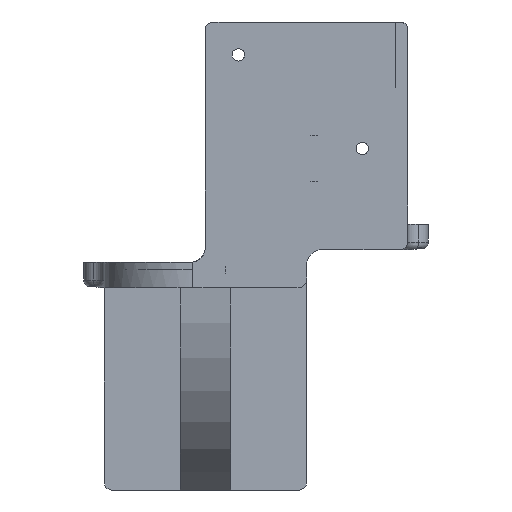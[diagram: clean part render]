
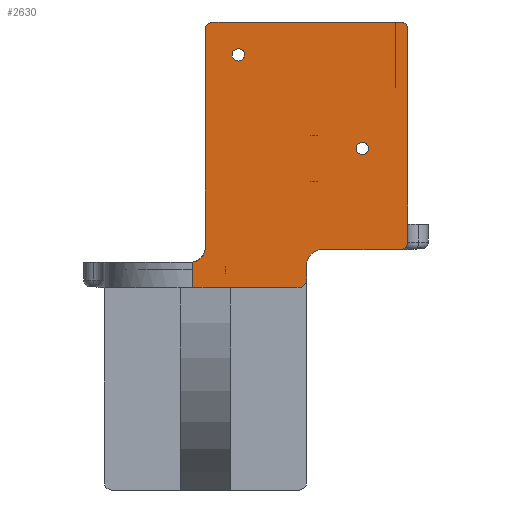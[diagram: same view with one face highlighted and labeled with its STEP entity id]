
A CAD part, front view. The second image highlights one B-rep face of the part: STEP entity #2630.
In plain terms, the highlighted planar face has unit normal (0, -1, 0).
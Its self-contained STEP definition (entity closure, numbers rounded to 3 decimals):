
#2=DIRECTION('',(0.,0.,-1.));
#3=VECTOR('',#2,10.084);
#4=CARTESIAN_POINT('',(-45.,0.,-49.916));
#5=LINE('',#4,#3);
#6=CARTESIAN_POINT('',(-37.,0.,42.));
#7=DIRECTION('',(0.,-1.,0.));
#8=DIRECTION('',(0.,0.,1.));
#9=AXIS2_PLACEMENT_3D('',#6,#7,#8);
#11=DIRECTION('',(1.,0.,0.));
#12=VECTOR('',#11,74.);
#13=CARTESIAN_POINT('',(-37.,0.,45.));
#14=LINE('',#13,#12);
#15=CARTESIAN_POINT('',(37.,0.,42.));
#16=DIRECTION('',(0.,-1.,0.));
#17=DIRECTION('',(1.,0.,0.));
#18=AXIS2_PLACEMENT_3D('',#15,#16,#17);
#20=DIRECTION('',(0.,0.,-1.));
#21=VECTOR('',#20,84.);
#22=CARTESIAN_POINT('',(40.,0.,42.));
#23=LINE('',#22,#21);
#24=CARTESIAN_POINT('',(37.,0.,-42.));
#25=DIRECTION('',(0.,-1.,0.));
#26=DIRECTION('',(0.,0.,-1.));
#27=AXIS2_PLACEMENT_3D('',#24,#25,#26);
#29=DIRECTION('',(-1.,0.,0.));
#30=VECTOR('',#29,31.);
#31=CARTESIAN_POINT('',(37.,0.,-45.));
#32=LINE('',#31,#30);
#33=DIRECTION('',(0.,0.,-1.));
#34=VECTOR('',#33,6.);
#35=CARTESIAN_POINT('',(0.,0.,-51.));
#36=LINE('',#35,#34);
#37=CARTESIAN_POINT('',(-3.,0.,-57.));
#38=DIRECTION('',(0.,-1.,0.));
#39=DIRECTION('',(0.,0.,-1.));
#40=AXIS2_PLACEMENT_3D('',#37,#38,#39);
#42=DIRECTION('',(-1.,0.,0.));
#43=VECTOR('',#42,27.);
#44=CARTESIAN_POINT('',(-3.,0.,-60.));
#45=LINE('',#44,#43);
#46=DIRECTION('',(1.,0.,0.));
#47=VECTOR('',#46,15.);
#48=CARTESIAN_POINT('',(-45.,0.,-60.));
#49=LINE('',#48,#47);
#50=CARTESIAN_POINT('',(-27.,0.,32.));
#51=DIRECTION('',(0.,1.,0.));
#52=DIRECTION('',(1.,0.,0.));
#53=AXIS2_PLACEMENT_3D('',#50,#51,#52);
#55=CARTESIAN_POINT('',(-27.,0.,32.));
#56=DIRECTION('',(0.,1.,0.));
#57=DIRECTION('',(-1.,0.,0.));
#58=AXIS2_PLACEMENT_3D('',#55,#56,#57);
#60=CARTESIAN_POINT('',(22.,0.,-5.));
#61=DIRECTION('',(0.,1.,0.));
#62=DIRECTION('',(1.,0.,0.));
#63=AXIS2_PLACEMENT_3D('',#60,#61,#62);
#65=CARTESIAN_POINT('',(22.,0.,-5.));
#66=DIRECTION('',(0.,1.,0.));
#67=DIRECTION('',(-1.,0.,0.));
#68=AXIS2_PLACEMENT_3D('',#65,#66,#67);
#1014=DIRECTION('',(0.,0.,-1.));
#1015=VECTOR('',#1014,86.);
#1016=CARTESIAN_POINT('',(-40.,0.,42.));
#1017=LINE('',#1016,#1015);
#1761=CARTESIAN_POINT('',(-46.,0.,-44.));
#1762=DIRECTION('',(0.,1.,0.));
#1763=DIRECTION('',(1.,0.,0.));
#1764=AXIS2_PLACEMENT_3D('',#1761,#1762,#1763);
#1945=CARTESIAN_POINT('',(6.,0.,-51.));
#1946=DIRECTION('',(0.,1.,0.));
#1947=DIRECTION('',(-1.,0.,0.));
#1948=AXIS2_PLACEMENT_3D('',#1945,#1946,#1947);
#2229=CARTESIAN_POINT('',(-30.,0.,-60.));
#2230=VERTEX_POINT('',#2229);
#2233=CARTESIAN_POINT('',(0.,0.,-51.));
#2234=CARTESIAN_POINT('',(6.,0.,-45.));
#2235=VERTEX_POINT('',#2233);
#2236=VERTEX_POINT('',#2234);
#2239=CARTESIAN_POINT('',(37.,0.,-45.));
#2240=CARTESIAN_POINT('',(40.,0.,-42.));
#2241=VERTEX_POINT('',#2239);
#2242=VERTEX_POINT('',#2240);
#2351=CARTESIAN_POINT('',(-37.,0.,45.));
#2352=CARTESIAN_POINT('',(-40.,0.,42.));
#2353=VERTEX_POINT('',#2351);
#2354=VERTEX_POINT('',#2352);
#2363=CARTESIAN_POINT('',(40.,0.,42.));
#2364=CARTESIAN_POINT('',(37.,0.,45.));
#2365=VERTEX_POINT('',#2363);
#2366=VERTEX_POINT('',#2364);
#2367=CARTESIAN_POINT('',(-3.,0.,-60.));
#2369=VERTEX_POINT('',#2367);
#2371=CARTESIAN_POINT('',(0.,0.,-57.));
#2372=VERTEX_POINT('',#2371);
#2391=CARTESIAN_POINT('',(-40.,0.,-44.));
#2392=VERTEX_POINT('',#2391);
#2403=CARTESIAN_POINT('',(-45.,0.,-49.916));
#2404=CARTESIAN_POINT('',(-45.,0.,-60.));
#2405=VERTEX_POINT('',#2403);
#2406=VERTEX_POINT('',#2404);
#2413=CARTESIAN_POINT('',(-24.55,0.,32.));
#2414=CARTESIAN_POINT('',(-29.45,0.,32.));
#2415=VERTEX_POINT('',#2413);
#2416=VERTEX_POINT('',#2414);
#2425=CARTESIAN_POINT('',(24.45,0.,-5.));
#2426=CARTESIAN_POINT('',(19.55,0.,-5.));
#2427=VERTEX_POINT('',#2425);
#2428=VERTEX_POINT('',#2426);
#2583=CARTESIAN_POINT('',(0.,0.,0.));
#2584=DIRECTION('',(0.,1.,0.));
#2585=DIRECTION('',(1.,0.,0.));
#2586=AXIS2_PLACEMENT_3D('',#2583,#2584,#2585);
#2587=PLANE('',#2586);
#2589=ORIENTED_EDGE('',*,*,#2588,.F.);
#2591=ORIENTED_EDGE('',*,*,#2590,.F.);
#2593=ORIENTED_EDGE('',*,*,#2592,.F.);
#2595=ORIENTED_EDGE('',*,*,#2594,.F.);
#2597=ORIENTED_EDGE('',*,*,#2596,.T.);
#2599=ORIENTED_EDGE('',*,*,#2598,.F.);
#2601=ORIENTED_EDGE('',*,*,#2600,.T.);
#2603=ORIENTED_EDGE('',*,*,#2602,.F.);
#2605=ORIENTED_EDGE('',*,*,#2604,.T.);
#2607=ORIENTED_EDGE('',*,*,#2606,.F.);
#2609=ORIENTED_EDGE('',*,*,#2608,.T.);
#2611=ORIENTED_EDGE('',*,*,#2610,.F.);
#2613=ORIENTED_EDGE('',*,*,#2612,.T.);
#2615=ORIENTED_EDGE('',*,*,#2614,.F.);
#2616=EDGE_LOOP('',(#2589,#2591,#2593,#2595,#2597,#2599,#2601,#2603,#2605,#2607,
#2609,#2611,#2613,#2615));
#2617=FACE_OUTER_BOUND('',#2616,.F.);
#2619=ORIENTED_EDGE('',*,*,#2618,.F.);
#2621=ORIENTED_EDGE('',*,*,#2620,.F.);
#2622=EDGE_LOOP('',(#2619,#2621));
#2623=FACE_BOUND('',#2622,.F.);
#2625=ORIENTED_EDGE('',*,*,#2624,.F.);
#2627=ORIENTED_EDGE('',*,*,#2626,.F.);
#2628=EDGE_LOOP('',(#2625,#2627));
#2629=FACE_BOUND('',#2628,.F.);
#2630=ADVANCED_FACE('',(#2617,#2623,#2629),#2587,.F.);
#10=CIRCLE('',#9,3.);
#19=CIRCLE('',#18,3.);
#28=CIRCLE('',#27,3.);
#41=CIRCLE('',#40,3.);
#54=CIRCLE('',#53,2.45);
#59=CIRCLE('',#58,2.45);
#64=CIRCLE('',#63,2.45);
#69=CIRCLE('',#68,2.45);
#1765=CIRCLE('',#1764,6.);
#1949=CIRCLE('',#1948,6.);
#2588=EDGE_CURVE('',#2405,#2406,#5,.T.);
#2590=EDGE_CURVE('',#2392,#2405,#1765,.T.);
#2592=EDGE_CURVE('',#2354,#2392,#1017,.T.);
#2594=EDGE_CURVE('',#2353,#2354,#10,.T.);
#2596=EDGE_CURVE('',#2353,#2366,#14,.T.);
#2598=EDGE_CURVE('',#2365,#2366,#19,.T.);
#2600=EDGE_CURVE('',#2365,#2242,#23,.T.);
#2602=EDGE_CURVE('',#2241,#2242,#28,.T.);
#2604=EDGE_CURVE('',#2241,#2236,#32,.T.);
#2606=EDGE_CURVE('',#2235,#2236,#1949,.T.);
#2608=EDGE_CURVE('',#2235,#2372,#36,.T.);
#2610=EDGE_CURVE('',#2369,#2372,#41,.T.);
#2612=EDGE_CURVE('',#2369,#2230,#45,.T.);
#2614=EDGE_CURVE('',#2406,#2230,#49,.T.);
#2618=EDGE_CURVE('',#2415,#2416,#54,.T.);
#2620=EDGE_CURVE('',#2416,#2415,#59,.T.);
#2624=EDGE_CURVE('',#2427,#2428,#64,.T.);
#2626=EDGE_CURVE('',#2428,#2427,#69,.T.);
